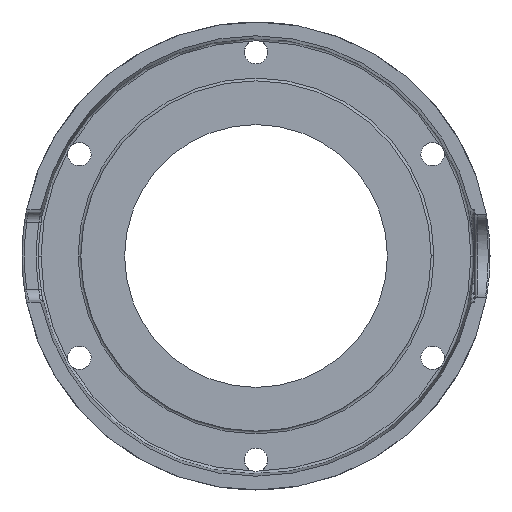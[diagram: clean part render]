
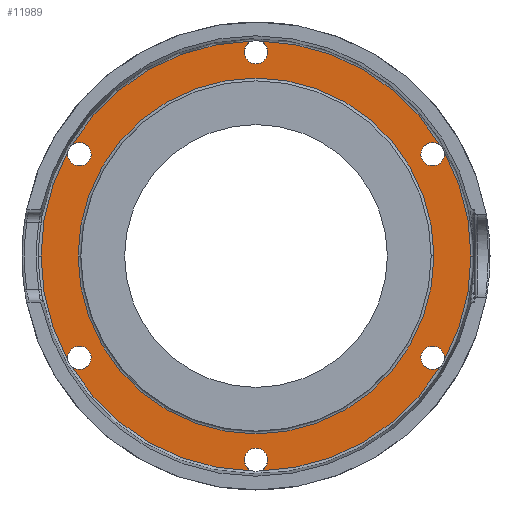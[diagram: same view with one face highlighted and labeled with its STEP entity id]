
A CAD part, left-side view. The second image highlights one B-rep face of the part: STEP entity #11989.
In plain terms, the highlighted planar face has unit normal (-1, 0, 0).
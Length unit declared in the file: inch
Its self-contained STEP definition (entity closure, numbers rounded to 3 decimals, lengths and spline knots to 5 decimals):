
#97=CARTESIAN_POINT('',(1.25,0.,0.));
#98=DIRECTION('',(1.,0.,0.));
#99=DIRECTION('',(0.,-0.018,1.));
#100=AXIS2_PLACEMENT_3D('',#97,#98,#99);
#111=CARTESIAN_POINT('',(1.25,0.,0.));
#112=DIRECTION('',(1.,0.,0.));
#113=DIRECTION('',(0.,0.857,0.515));
#114=AXIS2_PLACEMENT_3D('',#111,#112,#113);
#126=CARTESIAN_POINT('',(1.25,0.,0.));
#127=DIRECTION('',(1.,0.,0.));
#128=DIRECTION('',(0.,1.,0.));
#129=AXIS2_PLACEMENT_3D('',#126,#127,#128);
#141=CARTESIAN_POINT('',(1.25,0.,0.));
#142=DIRECTION('',(1.,0.,0.));
#143=DIRECTION('',(0.,-0.875,0.485));
#144=AXIS2_PLACEMENT_3D('',#141,#142,#143);
#150=CARTESIAN_POINT('',(1.25,4.03221,-2.328));
#151=DIRECTION('',(-1.,0.,0.));
#152=DIRECTION('',(0.,-1.,0.));
#153=AXIS2_PLACEMENT_3D('',#150,#151,#152);
#155=CARTESIAN_POINT('',(1.25,4.03221,-2.328));
#156=DIRECTION('',(-1.,0.,0.));
#157=DIRECTION('',(0.,1.,0.));
#158=AXIS2_PLACEMENT_3D('',#155,#156,#157);
#160=CARTESIAN_POINT('',(1.25,4.03221,2.328));
#161=DIRECTION('',(-1.,0.,0.));
#162=DIRECTION('',(0.,0.982,0.191));
#163=AXIS2_PLACEMENT_3D('',#160,#161,#162);
#165=CARTESIAN_POINT('',(1.25,4.03221,2.328));
#166=DIRECTION('',(-1.,0.,0.));
#167=DIRECTION('',(0.,1.,0.));
#168=AXIS2_PLACEMENT_3D('',#165,#166,#167);
#170=CARTESIAN_POINT('',(1.25,4.03221,2.328));
#171=DIRECTION('',(-1.,0.,0.));
#172=DIRECTION('',(0.,-1.,0.));
#173=AXIS2_PLACEMENT_3D('',#170,#171,#172);
#175=CARTESIAN_POINT('',(1.25,0.,4.656));
#176=DIRECTION('',(-1.,0.,0.));
#177=DIRECTION('',(0.,0.326,0.945));
#178=AXIS2_PLACEMENT_3D('',#175,#176,#177);
#180=CARTESIAN_POINT('',(1.25,0.,4.656));
#181=DIRECTION('',(-1.,0.,0.));
#182=DIRECTION('',(0.,1.,0.));
#183=AXIS2_PLACEMENT_3D('',#180,#181,#182);
#185=CARTESIAN_POINT('',(1.25,0.,4.656));
#186=DIRECTION('',(-1.,0.,0.));
#187=DIRECTION('',(0.,-1.,0.));
#188=AXIS2_PLACEMENT_3D('',#185,#186,#187);
#190=CARTESIAN_POINT('',(1.25,-4.03221,2.328));
#191=DIRECTION('',(-1.,0.,0.));
#192=DIRECTION('',(0.,-0.656,0.755));
#193=AXIS2_PLACEMENT_3D('',#190,#191,#192);
#195=CARTESIAN_POINT('',(1.25,-4.03221,2.328));
#196=DIRECTION('',(-1.,0.,0.));
#197=DIRECTION('',(0.,1.,0.));
#198=AXIS2_PLACEMENT_3D('',#195,#196,#197);
#200=CARTESIAN_POINT('',(1.25,-4.03221,2.328));
#201=DIRECTION('',(-1.,0.,0.));
#202=DIRECTION('',(0.,-1.,0.));
#203=AXIS2_PLACEMENT_3D('',#200,#201,#202);
#205=CARTESIAN_POINT('',(1.25,-4.03221,-2.328));
#206=DIRECTION('',(-1.,0.,0.));
#207=DIRECTION('',(0.,-0.982,-0.191));
#208=AXIS2_PLACEMENT_3D('',#205,#206,#207);
#210=CARTESIAN_POINT('',(1.25,-4.03221,-2.328));
#211=DIRECTION('',(-1.,0.,0.));
#212=DIRECTION('',(0.,-1.,0.));
#213=AXIS2_PLACEMENT_3D('',#210,#211,#212);
#215=CARTESIAN_POINT('',(1.25,-4.03221,-2.328));
#216=DIRECTION('',(-1.,0.,0.));
#217=DIRECTION('',(0.,1.,0.));
#218=AXIS2_PLACEMENT_3D('',#215,#216,#217);
#220=CARTESIAN_POINT('',(1.25,0.,-4.656));
#221=DIRECTION('',(-1.,0.,0.));
#222=DIRECTION('',(0.,-0.326,-0.945));
#223=AXIS2_PLACEMENT_3D('',#220,#221,#222);
#225=CARTESIAN_POINT('',(1.25,0.,-4.656));
#226=DIRECTION('',(-1.,0.,0.));
#227=DIRECTION('',(0.,-1.,0.));
#228=AXIS2_PLACEMENT_3D('',#225,#226,#227);
#230=CARTESIAN_POINT('',(1.25,0.,-4.656));
#231=DIRECTION('',(-1.,0.,0.));
#232=DIRECTION('',(0.,1.,0.));
#233=AXIS2_PLACEMENT_3D('',#230,#231,#232);
#235=CARTESIAN_POINT('',(1.25,4.03221,-2.328));
#236=DIRECTION('',(-1.,0.,0.));
#237=DIRECTION('',(0.,0.656,-0.755));
#238=AXIS2_PLACEMENT_3D('',#235,#236,#237);
#250=CARTESIAN_POINT('',(1.25,0.,0.));
#251=DIRECTION('',(1.,0.,0.));
#252=DIRECTION('',(0.,1.,0.));
#253=AXIS2_PLACEMENT_3D('',#250,#251,#252);
#9499=CARTESIAN_POINT('',(1.25,0.,0.));
#9500=DIRECTION('',(1.,0.,0.));
#9501=DIRECTION('',(0.,0.018,-1.));
#9502=AXIS2_PLACEMENT_3D('',#9499,#9500,#9501);
#9513=CARTESIAN_POINT('',(1.25,0.,0.));
#9514=DIRECTION('',(1.,0.,0.));
#9515=DIRECTION('',(0.,-0.857,-0.515));
#9516=AXIS2_PLACEMENT_3D('',#9513,#9514,#9515);
#9528=CARTESIAN_POINT('',(1.25,0.,0.));
#9529=DIRECTION('',(1.,0.,0.));
#9530=DIRECTION('',(0.,-1.,0.));
#9531=AXIS2_PLACEMENT_3D('',#9528,#9529,#9530);
#9543=CARTESIAN_POINT('',(1.25,0.,0.));
#9544=DIRECTION('',(1.,0.,0.));
#9545=DIRECTION('',(0.,0.875,-0.485));
#9546=AXIS2_PLACEMENT_3D('',#9543,#9544,#9545);
#10196=CARTESIAN_POINT('',(1.25,0.,0.));
#10197=DIRECTION('',(1.,0.,0.));
#10198=DIRECTION('',(0.,-1.,0.));
#10199=AXIS2_PLACEMENT_3D('',#10196,#10197,#10198);
#11337=CARTESIAN_POINT('',(1.25,4.0625,0.));
#11338=CARTESIAN_POINT('',(1.25,-4.0625,0.));
#11339=VERTEX_POINT('',#11337);
#11340=VERTEX_POINT('',#11338);
#11360=CARTESIAN_POINT('',(1.25,4.90944,0.));
#11361=VERTEX_POINT('',#11360);
#11391=CARTESIAN_POINT('',(1.25,-4.90944,0.));
#11392=VERTEX_POINT('',#11391);
#11558=CARTESIAN_POINT('',(1.25,3.76496,2.328));
#11559=CARTESIAN_POINT('',(1.25,4.20749,2.52974));
#11560=VERTEX_POINT('',#11558);
#11561=VERTEX_POINT('',#11559);
#11562=CARTESIAN_POINT('',(1.25,4.29457,2.37893));
#11563=CARTESIAN_POINT('',(1.25,4.29946,2.328));
#11564=VERTEX_POINT('',#11562);
#11565=VERTEX_POINT('',#11563);
#11570=CARTESIAN_POINT('',(1.25,-0.26725,4.656));
#11571=CARTESIAN_POINT('',(1.25,-0.08707,4.90867));
#11572=VERTEX_POINT('',#11570);
#11573=VERTEX_POINT('',#11571);
#11574=CARTESIAN_POINT('',(1.25,0.08707,4.90867));
#11575=CARTESIAN_POINT('',(1.25,0.26725,4.656));
#11576=VERTEX_POINT('',#11574);
#11577=VERTEX_POINT('',#11575);
#11582=CARTESIAN_POINT('',(1.25,-4.29946,2.328));
#11583=CARTESIAN_POINT('',(1.25,-4.29457,2.37893));
#11584=VERTEX_POINT('',#11582);
#11585=VERTEX_POINT('',#11583);
#11586=CARTESIAN_POINT('',(1.25,-4.20749,2.52974));
#11587=CARTESIAN_POINT('',(1.25,-3.76496,2.328));
#11588=VERTEX_POINT('',#11586);
#11589=VERTEX_POINT('',#11587);
#11594=CARTESIAN_POINT('',(1.25,-4.29946,-2.328));
#11595=CARTESIAN_POINT('',(1.25,-3.76496,-2.328));
#11596=VERTEX_POINT('',#11594);
#11597=VERTEX_POINT('',#11595);
#11598=CARTESIAN_POINT('',(1.25,-4.20749,-2.52974));
#11599=VERTEX_POINT('',#11598);
#11600=CARTESIAN_POINT('',(1.25,-4.29457,-2.37893));
#11601=VERTEX_POINT('',#11600);
#11606=CARTESIAN_POINT('',(1.25,-0.26725,-4.656));
#11607=CARTESIAN_POINT('',(1.25,0.26725,-4.656));
#11608=VERTEX_POINT('',#11606);
#11609=VERTEX_POINT('',#11607);
#11610=CARTESIAN_POINT('',(1.25,0.08707,-4.90867));
#11611=VERTEX_POINT('',#11610);
#11612=CARTESIAN_POINT('',(1.25,-0.08707,-4.90867));
#11613=VERTEX_POINT('',#11612);
#11618=CARTESIAN_POINT('',(1.25,3.76496,-2.328));
#11619=CARTESIAN_POINT('',(1.25,4.29946,-2.328));
#11620=VERTEX_POINT('',#11618);
#11621=VERTEX_POINT('',#11619);
#11622=CARTESIAN_POINT('',(1.25,4.29457,-2.37893));
#11623=VERTEX_POINT('',#11622);
#11624=CARTESIAN_POINT('',(1.25,4.20749,-2.52974));
#11625=VERTEX_POINT('',#11624);
#11930=CARTESIAN_POINT('',(1.25,0.,0.));
#11931=DIRECTION('',(1.,0.,0.));
#11932=DIRECTION('',(0.,-1.,0.));
#11933=AXIS2_PLACEMENT_3D('',#11930,#11931,#11932);
#11934=PLANE('',#11933);
#11936=ORIENTED_EDGE('',*,*,#11935,.T.);
#11938=ORIENTED_EDGE('',*,*,#11937,.T.);
#11940=ORIENTED_EDGE('',*,*,#11939,.T.);
#11941=ORIENTED_EDGE('',*,*,#11894,.T.);
#11943=ORIENTED_EDGE('',*,*,#11942,.T.);
#11945=ORIENTED_EDGE('',*,*,#11944,.T.);
#11947=ORIENTED_EDGE('',*,*,#11946,.T.);
#11948=ORIENTED_EDGE('',*,*,#11890,.T.);
#11950=ORIENTED_EDGE('',*,*,#11949,.T.);
#11952=ORIENTED_EDGE('',*,*,#11951,.T.);
#11954=ORIENTED_EDGE('',*,*,#11953,.T.);
#11955=ORIENTED_EDGE('',*,*,#11886,.T.);
#11956=ORIENTED_EDGE('',*,*,#11924,.T.);
#11958=ORIENTED_EDGE('',*,*,#11957,.T.);
#11959=ORIENTED_EDGE('',*,*,#11916,.T.);
#11960=ORIENTED_EDGE('',*,*,#11906,.T.);
#11962=ORIENTED_EDGE('',*,*,#11961,.T.);
#11964=ORIENTED_EDGE('',*,*,#11963,.T.);
#11966=ORIENTED_EDGE('',*,*,#11965,.T.);
#11968=ORIENTED_EDGE('',*,*,#11967,.T.);
#11970=ORIENTED_EDGE('',*,*,#11969,.T.);
#11972=ORIENTED_EDGE('',*,*,#11971,.T.);
#11974=ORIENTED_EDGE('',*,*,#11973,.T.);
#11976=ORIENTED_EDGE('',*,*,#11975,.T.);
#11978=ORIENTED_EDGE('',*,*,#11977,.T.);
#11980=ORIENTED_EDGE('',*,*,#11979,.T.);
#11981=EDGE_LOOP('',(#11936,#11938,#11940,#11941,#11943,#11945,#11947,#11948,
#11950,#11952,#11954,#11955,#11956,#11958,#11959,#11960,#11962,#11964,#11966,
#11968,#11970,#11972,#11974,#11976,#11978,#11980));
#11982=FACE_OUTER_BOUND('',#11981,.F.);
#11984=ORIENTED_EDGE('',*,*,#11983,.F.);
#11986=ORIENTED_EDGE('',*,*,#11985,.F.);
#11987=EDGE_LOOP('',(#11984,#11986));
#11988=FACE_BOUND('',#11987,.F.);
#101=CIRCLE('',#100,4.90944);
#115=CIRCLE('',#114,4.90944);
#130=CIRCLE('',#129,4.90944);
#145=CIRCLE('',#144,4.90944);
#154=CIRCLE('',#153,0.26725);
#159=CIRCLE('',#158,0.26725);
#164=CIRCLE('',#163,0.26725);
#169=CIRCLE('',#168,0.26725);
#174=CIRCLE('',#173,0.26725);
#179=CIRCLE('',#178,0.26725);
#184=CIRCLE('',#183,0.26725);
#189=CIRCLE('',#188,0.26725);
#194=CIRCLE('',#193,0.26725);
#199=CIRCLE('',#198,0.26725);
#204=CIRCLE('',#203,0.26725);
#209=CIRCLE('',#208,0.26725);
#214=CIRCLE('',#213,0.26725);
#219=CIRCLE('',#218,0.26725);
#224=CIRCLE('',#223,0.26725);
#229=CIRCLE('',#228,0.26725);
#234=CIRCLE('',#233,0.26725);
#239=CIRCLE('',#238,0.26725);
#254=CIRCLE('',#253,4.0625);
#9503=CIRCLE('',#9502,4.90944);
#9517=CIRCLE('',#9516,4.90944);
#9532=CIRCLE('',#9531,4.90944);
#9547=CIRCLE('',#9546,4.90944);
#10200=CIRCLE('',#10199,4.0625);
#11886=EDGE_CURVE('',#11573,#11588,#101,.T.);
#11890=EDGE_CURVE('',#11561,#11576,#115,.T.);
#11894=EDGE_CURVE('',#11361,#11564,#130,.T.);
#11906=EDGE_CURVE('',#11585,#11392,#145,.T.);
#11916=EDGE_CURVE('',#11584,#11585,#204,.T.);
#11924=EDGE_CURVE('',#11588,#11589,#194,.T.);
#11935=EDGE_CURVE('',#11620,#11621,#154,.T.);
#11937=EDGE_CURVE('',#11621,#11623,#159,.T.);
#11939=EDGE_CURVE('',#11623,#11361,#9547,.T.);
#11942=EDGE_CURVE('',#11564,#11565,#164,.T.);
#11944=EDGE_CURVE('',#11565,#11560,#169,.T.);
#11946=EDGE_CURVE('',#11560,#11561,#174,.T.);
#11949=EDGE_CURVE('',#11576,#11577,#179,.T.);
#11951=EDGE_CURVE('',#11577,#11572,#184,.T.);
#11953=EDGE_CURVE('',#11572,#11573,#189,.T.);
#11957=EDGE_CURVE('',#11589,#11584,#199,.T.);
#11961=EDGE_CURVE('',#11392,#11601,#9532,.T.);
#11963=EDGE_CURVE('',#11601,#11596,#209,.T.);
#11965=EDGE_CURVE('',#11596,#11597,#214,.T.);
#11967=EDGE_CURVE('',#11597,#11599,#219,.T.);
#11969=EDGE_CURVE('',#11599,#11613,#9517,.T.);
#11971=EDGE_CURVE('',#11613,#11608,#224,.T.);
#11973=EDGE_CURVE('',#11608,#11609,#229,.T.);
#11975=EDGE_CURVE('',#11609,#11611,#234,.T.);
#11977=EDGE_CURVE('',#11611,#11625,#9503,.T.);
#11979=EDGE_CURVE('',#11625,#11620,#239,.T.);
#11983=EDGE_CURVE('',#11339,#11340,#254,.T.);
#11985=EDGE_CURVE('',#11340,#11339,#10200,.T.);
#11989=ADVANCED_FACE('',(#11982,#11988),#11934,.F.);
